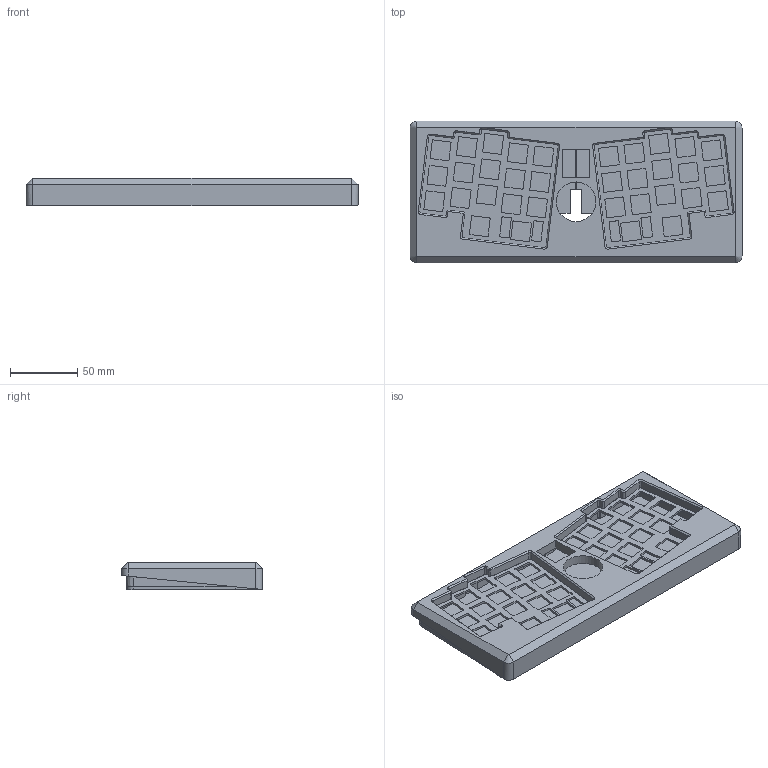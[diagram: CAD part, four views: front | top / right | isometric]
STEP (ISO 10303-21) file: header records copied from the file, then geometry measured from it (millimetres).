
FILE_DESCRIPTION(/* description */ (''),/* implementation_level */ '2;1');
FILE_NAME(/* name */ 'LeBallz Rec Case MX.step',/* time_stamp */ '2024-06-10T22:53:25-07:00',/* author */ (''),/* organization */ (''),/* preprocessor_version */ 'ST-DEVELOPER v20',/* originating_system */ 'Autodesk Translation Framework v13.14.0.145',/* authorisation */ '');
FILE_SCHEMA (('AUTOMOTIVE_DESIGN { 1 0 10303 214 3 1 1 }'));
Length unit declared in the file: millimetre
Products named in the file (3): chiffre_case Ballz; stm32_hotswap_chiffre-3D v3; Le Chiffre Ballz Square v1
Assembly tree (2 placements, depth 2):
  chiffre_case Ballz
    stm32_hotswap_chiffre-3D v3
    Le Chiffre Ballz Square v1
Bounding box: 246.46 x 104.86 x 20.1 mm (x, y, z)
Volume: 216263.8 mm3; surface area: 105512.3 mm2
Topology: 5 solids, 5 shells, 719 faces, 2011 edges, 1312 vertices
Faces by surface type: plane 392, cylinder 277, cone 40, bspline 10
Full cylindrical faces by diameter (mm): 1.623 x8, 2.075 x16, 2.1 x8, 29.4 x1
Entity records: 23663 total; most frequent: CARTESIAN_POINT 4339, DIRECTION 4043, ORIENTED_EDGE 4018, EDGE_CURVE 2009, LINE 1379, VECTOR 1379, AXIS2_PLACEMENT_3D 1332, VERTEX_POINT 1312
